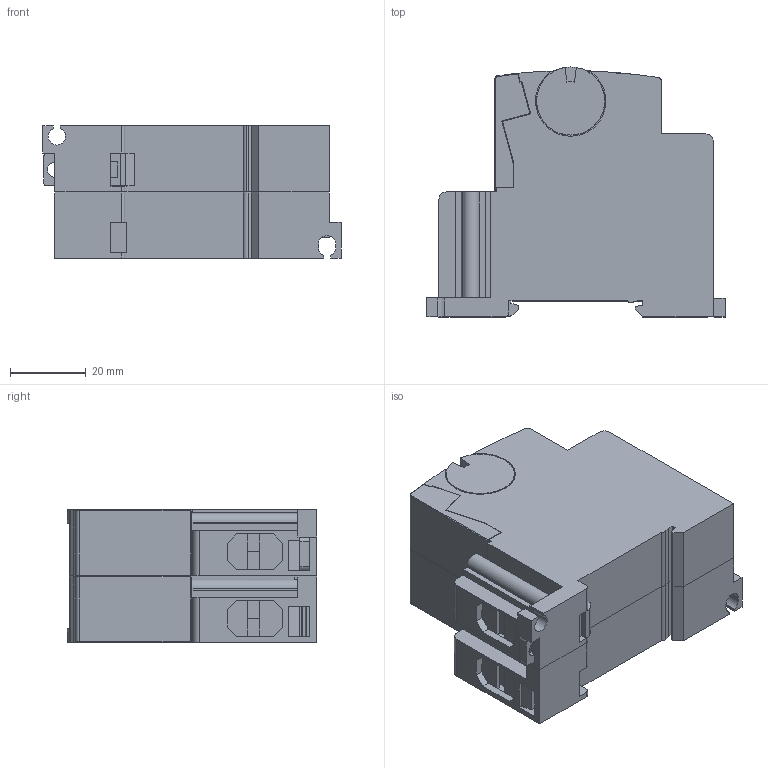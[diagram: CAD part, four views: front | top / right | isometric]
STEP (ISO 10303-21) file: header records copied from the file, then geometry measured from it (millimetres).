
FILE_DESCRIPTION (( 'STEP AP203' ), '1' );
FILE_NAME ('OUTSIDE-NC1V-2100.STEP', '2014-03-27T00:24:45', ( 'IDEC' ), ( '' ), 'SwSTEP 2.0', 'SolidWorks 2012', '' );
FILE_SCHEMA (( 'CONFIG_CONTROL_DESIGN' ));
Length unit declared in the file: millimetre
Products named in the file (5): OUTSIDE-NC1V-2100; OUTSIDE_NC1V-CLAW; OUTSIDE_NC1V-HANDLE2; OUTSIDE_NC1V-CASE2-00; OUTSIDE_NC1V-CASE1-00
Assembly tree (4 placements, depth 2):
  OUTSIDE-NC1V-2100
    OUTSIDE_NC1V-CASE1-00
    OUTSIDE_NC1V-CASE2-00
    OUTSIDE_NC1V-HANDLE2
    OUTSIDE_NC1V-CLAW
Bounding box: 78.8 x 66 x 35 mm (x, y, z)
Volume: 120323 mm3; surface area: 36729.8 mm2
Topology: 4 solids, 4 shells, 721 faces, 2096 edges, 1376 vertices
Faces by surface type: plane 560, cylinder 103, bspline 46, cone 12
Entity records: 25150 total; most frequent: CARTESIAN_POINT 5912, ORIENTED_EDGE 4188, DIRECTION 3525, EDGE_CURVE 2094, LINE 1657, VECTOR 1657, VERTEX_POINT 1376, AXIS2_PLACEMENT_3D 934
